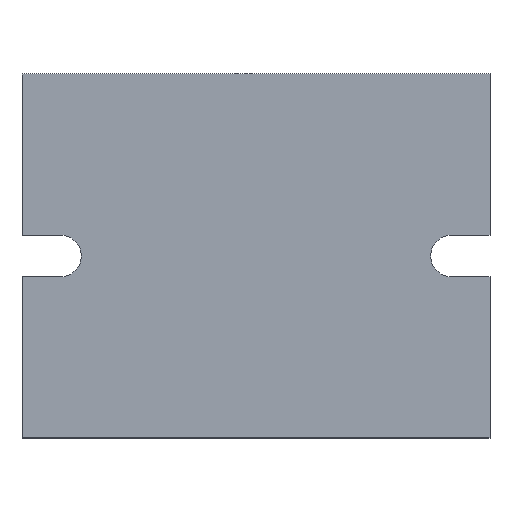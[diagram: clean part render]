
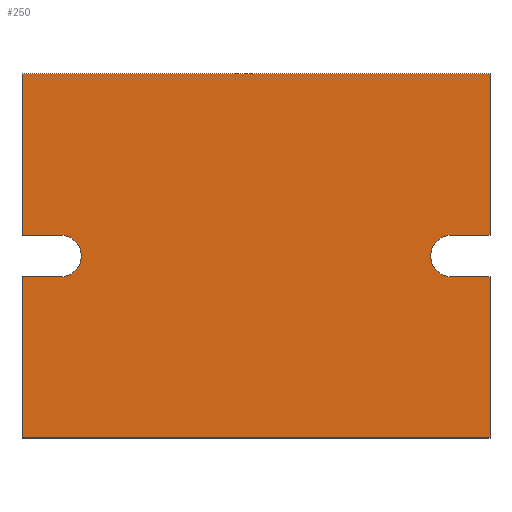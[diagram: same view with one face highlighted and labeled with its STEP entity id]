
A CAD part, top view. The second image highlights one B-rep face of the part: STEP entity #250.
In plain terms, the highlighted planar face has unit normal (0, 0, 1).
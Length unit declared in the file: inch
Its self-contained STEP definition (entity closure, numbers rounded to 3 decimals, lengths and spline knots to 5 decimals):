
#1 = DIRECTION ( 'NONE',  ( -1., 0., 0. ) ) ;
#2 = ORIENTED_EDGE ( 'NONE', *, *, #684, .T. ) ;
#17 = VERTEX_POINT ( 'NONE', #636 ) ;
#25 = ORIENTED_EDGE ( 'NONE', *, *, #521, .T. ) ;
#43 = CARTESIAN_POINT ( 'NONE',  ( -2.25, 0.975, 0.003 ) ) ;
#47 = DIRECTION ( 'NONE',  ( 0., 1., 0. ) ) ;
#51 = DIRECTION ( 'NONE',  ( 0., -1., 0. ) ) ;
#55 = CARTESIAN_POINT ( 'NONE',  ( 0., 0.775, 0.003 ) ) ;
#57 = CARTESIAN_POINT ( 'NONE',  ( 0., 1.75, 0.003 ) ) ;
#70 = CARTESIAN_POINT ( 'NONE',  ( -2.25, 1.75, 0.003 ) ) ;
#73 = CARTESIAN_POINT ( 'NONE',  ( -0.185, 0.775, 0.003 ) ) ;
#75 = VECTOR ( 'NONE', #275, 39.37008 ) ;
#78 = CARTESIAN_POINT ( 'NONE',  ( 0., 0.775, 0.003 ) ) ;
#95 = LINE ( 'NONE', #55, #543 ) ;
#97 = VERTEX_POINT ( 'NONE', #668 ) ;
#104 = DIRECTION ( 'NONE',  ( -1., 0., 0. ) ) ;
#106 = AXIS2_PLACEMENT_3D ( 'NONE', #364, #590, #1 ) ;
#108 = CARTESIAN_POINT ( 'NONE',  ( 0., 0.975, 0.003 ) ) ;
#134 = VECTOR ( 'NONE', #202, 39.37008 ) ;
#142 = FACE_OUTER_BOUND ( 'NONE', #273, .T. ) ;
#152 = VERTEX_POINT ( 'NONE', #676 ) ;
#155 = VECTOR ( 'NONE', #400, 39.37008 ) ;
#157 = CARTESIAN_POINT ( 'NONE',  ( 0., 1.75, 0.003 ) ) ;
#158 = ORIENTED_EDGE ( 'NONE', *, *, #203, .T. ) ;
#160 = VERTEX_POINT ( 'NONE', #303 ) ;
#162 = CARTESIAN_POINT ( 'NONE',  ( -2.065, 0.975, 0.003 ) ) ;
#164 = CARTESIAN_POINT ( 'NONE',  ( -2.25, 0., 0.003 ) ) ;
#166 = ORIENTED_EDGE ( 'NONE', *, *, #712, .T. ) ;
#176 = LINE ( 'NONE', #533, #341 ) ;
#184 = ORIENTED_EDGE ( 'NONE', *, *, #531, .T. ) ;
#190 = VECTOR ( 'NONE', #315, 39.37008 ) ;
#198 = ORIENTED_EDGE ( 'NONE', *, *, #506, .T. ) ;
#202 = DIRECTION ( 'NONE',  ( -1., 0., 0. ) ) ;
#203 = EDGE_CURVE ( 'NONE', #281, #461, #566, .T. ) ;
#222 = LINE ( 'NONE', #78, #302 ) ;
#240 = VERTEX_POINT ( 'NONE', #713 ) ;
#250 = ADVANCED_FACE ( 'NONE', ( #142 ), #346, .T. ) ;
#254 = CIRCLE ( 'NONE', #710, 0.1 ) ;
#256 = CARTESIAN_POINT ( 'NONE',  ( -2.25, 0.775, 0.003 ) ) ;
#261 = AXIS2_PLACEMENT_3D ( 'NONE', #398, #402, #408 ) ;
#270 = CARTESIAN_POINT ( 'NONE',  ( -2.25, 1.75, 0.003 ) ) ;
#273 = EDGE_LOOP ( 'NONE', ( #2, #184, #166, #388, #425, #661, #293, #370, #158, #465, #25, #198 ) ) ;
#275 = DIRECTION ( 'NONE',  ( 0., -1., 0. ) ) ;
#276 = LINE ( 'NONE', #43, #410 ) ;
#281 = VERTEX_POINT ( 'NONE', #423 ) ;
#285 = LINE ( 'NONE', #270, #134 ) ;
#293 = ORIENTED_EDGE ( 'NONE', *, *, #347, .T. ) ;
#302 = VECTOR ( 'NONE', #104, 39.37008 ) ;
#303 = CARTESIAN_POINT ( 'NONE',  ( -2.25, 1.75, 0.003 ) ) ;
#315 = DIRECTION ( 'NONE',  ( 0., 1., 0. ) ) ;
#316 = DIRECTION ( 'NONE',  ( 1., 0., 0. ) ) ;
#331 = EDGE_CURVE ( 'NONE', #97, #281, #380, .T. ) ;
#334 = CARTESIAN_POINT ( 'NONE',  ( 0., 0.975, 0.003 ) ) ;
#335 = LINE ( 'NONE', #57, #190 ) ;
#341 = VECTOR ( 'NONE', #518, 39.37008 ) ;
#346 = PLANE ( 'NONE',  #261 ) ;
#347 = EDGE_CURVE ( 'NONE', #452, #97, #254, .T. ) ;
#364 = CARTESIAN_POINT ( 'NONE',  ( -0.185, 0.875, 0.003 ) ) ;
#370 = ORIENTED_EDGE ( 'NONE', *, *, #331, .T. ) ;
#372 = EDGE_CURVE ( 'NONE', #461, #240, #176, .T. ) ;
#378 = CIRCLE ( 'NONE', #106, 0.1 ) ;
#380 = LINE ( 'NONE', #449, #466 ) ;
#384 = LINE ( 'NONE', #334, #155 ) ;
#388 = ORIENTED_EDGE ( 'NONE', *, *, #714, .T. ) ;
#398 = CARTESIAN_POINT ( 'NONE',  ( -2.065, 0.875, 0.003 ) ) ;
#400 = DIRECTION ( 'NONE',  ( 1., 0., 0. ) ) ;
#402 = DIRECTION ( 'NONE',  ( 0., 0., 1. ) ) ;
#408 = DIRECTION ( 'NONE',  ( 1., 0., 0. ) ) ;
#410 = VECTOR ( 'NONE', #316, 39.37008 ) ;
#423 = CARTESIAN_POINT ( 'NONE',  ( -2.25, 0.775, 0.003 ) ) ;
#425 = ORIENTED_EDGE ( 'NONE', *, *, #517, .T. ) ;
#445 = VERTEX_POINT ( 'NONE', #157 ) ;
#449 = CARTESIAN_POINT ( 'NONE',  ( -2.25, 0.775, 0.003 ) ) ;
#452 = VERTEX_POINT ( 'NONE', #162 ) ;
#457 = DIRECTION ( 'NONE',  ( -1., 0., 0. ) ) ;
#461 = VERTEX_POINT ( 'NONE', #164 ) ;
#465 = ORIENTED_EDGE ( 'NONE', *, *, #372, .T. ) ;
#466 = VECTOR ( 'NONE', #457, 39.37008 ) ;
#485 = CARTESIAN_POINT ( 'NONE',  ( -2.065, 0.875, 0.003 ) ) ;
#491 = DIRECTION ( 'NONE',  ( 0., 0., -1. ) ) ;
#492 = DIRECTION ( 'NONE',  ( -1., 0., 0. ) ) ;
#506 = EDGE_CURVE ( 'NONE', #604, #580, #222, .T. ) ;
#511 = VERTEX_POINT ( 'NONE', #108 ) ;
#517 = EDGE_CURVE ( 'NONE', #160, #152, #527, .T. ) ;
#518 = DIRECTION ( 'NONE',  ( 1., 0., 0. ) ) ;
#521 = EDGE_CURVE ( 'NONE', #240, #604, #95, .T. ) ;
#527 = LINE ( 'NONE', #70, #559 ) ;
#531 = EDGE_CURVE ( 'NONE', #17, #511, #384, .T. ) ;
#533 = CARTESIAN_POINT ( 'NONE',  ( -2.25, 0., 0.003 ) ) ;
#543 = VECTOR ( 'NONE', #47, 39.37008 ) ;
#551 = EDGE_CURVE ( 'NONE', #152, #452, #276, .T. ) ;
#559 = VECTOR ( 'NONE', #51, 39.37008 ) ;
#566 = LINE ( 'NONE', #256, #75 ) ;
#580 = VERTEX_POINT ( 'NONE', #73 ) ;
#590 = DIRECTION ( 'NONE',  ( 0., 0., -1. ) ) ;
#604 = VERTEX_POINT ( 'NONE', #644 ) ;
#636 = CARTESIAN_POINT ( 'NONE',  ( -0.185, 0.975, 0.003 ) ) ;
#644 = CARTESIAN_POINT ( 'NONE',  ( 0., 0.775, 0.003 ) ) ;
#661 = ORIENTED_EDGE ( 'NONE', *, *, #551, .T. ) ;
#668 = CARTESIAN_POINT ( 'NONE',  ( -2.065, 0.775, 0.003 ) ) ;
#676 = CARTESIAN_POINT ( 'NONE',  ( -2.25, 0.975, 0.003 ) ) ;
#684 = EDGE_CURVE ( 'NONE', #580, #17, #378, .T. ) ;
#710 = AXIS2_PLACEMENT_3D ( 'NONE', #485, #491, #492 ) ;
#712 = EDGE_CURVE ( 'NONE', #511, #445, #335, .T. ) ;
#713 = CARTESIAN_POINT ( 'NONE',  ( 0., 0., 0.003 ) ) ;
#714 = EDGE_CURVE ( 'NONE', #445, #160, #285, .T. ) ;
